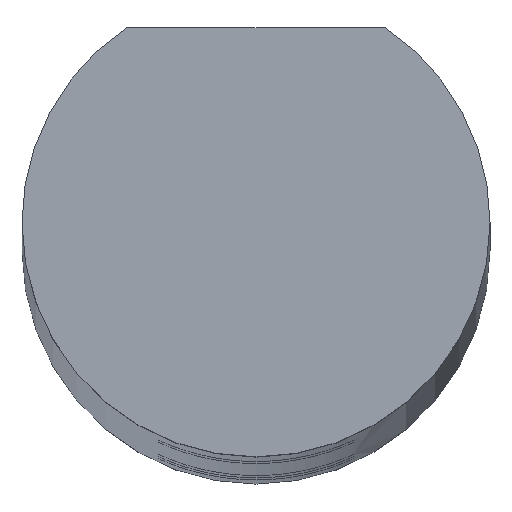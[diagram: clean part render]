
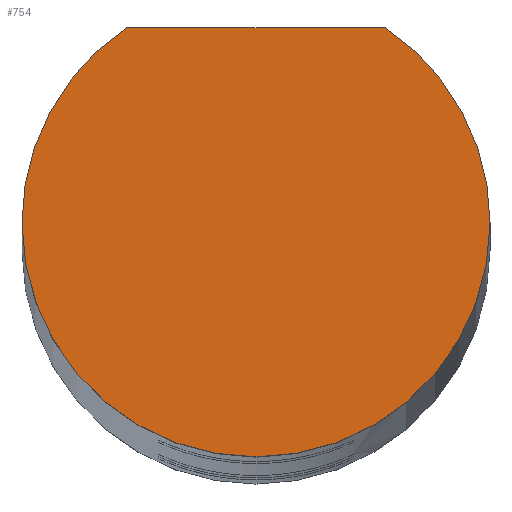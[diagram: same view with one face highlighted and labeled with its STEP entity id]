
A CAD part, top view. The second image highlights one B-rep face of the part: STEP entity #754.
In plain terms, the highlighted planar face has unit normal (0, 0, 1).
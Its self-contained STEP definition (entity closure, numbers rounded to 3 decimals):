
#73 = EDGE_CURVE ( 'NONE', #1080, #968, #348, .T. ) ;
#96 = EDGE_CURVE ( 'NONE', #1080, #169, #362, .T. ) ;
#169 = VERTEX_POINT ( 'NONE', #412 ) ;
#173 = DIRECTION ( 'NONE',  ( 1., 0., 0. ) ) ;
#252 = DIRECTION ( 'NONE',  ( 0., 0., 1. ) ) ;
#272 = AXIS2_PLACEMENT_3D ( 'NONE', #682, #580, #497 ) ;
#348 = LINE ( 'NONE', #1045, #1058 ) ;
#362 = CIRCLE ( 'NONE', #272, 3. ) ;
#410 = FACE_OUTER_BOUND ( 'NONE', #1047, .T. ) ;
#412 = CARTESIAN_POINT ( 'NONE',  ( -3., 0., 200. ) ) ;
#426 = EDGE_CURVE ( 'NONE', #470, #968, #1240, .T. ) ;
#459 = ORIENTED_EDGE ( 'NONE', *, *, #897, .T. ) ;
#470 = VERTEX_POINT ( 'NONE', #560 ) ;
#497 = DIRECTION ( 'NONE',  ( 1., 0., 0. ) ) ;
#560 = CARTESIAN_POINT ( 'NONE',  ( 3., 0., 200. ) ) ;
#563 = DIRECTION ( 'NONE',  ( 1., 0., 0. ) ) ;
#566 = AXIS2_PLACEMENT_3D ( 'NONE', #743, #252, #822 ) ;
#580 = DIRECTION ( 'NONE',  ( 0., 0., 1. ) ) ;
#624 = DIRECTION ( 'NONE',  ( 1., 0., 0. ) ) ;
#648 = CARTESIAN_POINT ( 'NONE',  ( -1.658, 2.5, 200. ) ) ;
#681 = AXIS2_PLACEMENT_3D ( 'NONE', #1110, #1200, #624 ) ;
#682 = CARTESIAN_POINT ( 'NONE',  ( 0., 0., 200. ) ) ;
#694 = ORIENTED_EDGE ( 'NONE', *, *, #96, .T. ) ;
#708 = AXIS2_PLACEMENT_3D ( 'NONE', #952, #766, #173 ) ;
#743 = CARTESIAN_POINT ( 'NONE',  ( 0., 0., 200. ) ) ;
#754 = ADVANCED_FACE ( 'NONE', ( #410 ), #1008, .T. ) ;
#766 = DIRECTION ( 'NONE',  ( 0., 0., 1. ) ) ;
#822 = DIRECTION ( 'NONE',  ( 1., 0., 0. ) ) ;
#836 = CARTESIAN_POINT ( 'NONE',  ( 1.658, 2.5, 200. ) ) ;
#897 = EDGE_CURVE ( 'NONE', #169, #470, #1192, .T. ) ;
#952 = CARTESIAN_POINT ( 'NONE',  ( 0., 0., 200. ) ) ;
#968 = VERTEX_POINT ( 'NONE', #836 ) ;
#1008 = PLANE ( 'NONE',  #681 ) ;
#1045 = CARTESIAN_POINT ( 'NONE',  ( -1.658, 2.5, 200. ) ) ;
#1047 = EDGE_LOOP ( 'NONE', ( #1265, #694, #459, #1268 ) ) ;
#1058 = VECTOR ( 'NONE', #563, 1000. ) ;
#1080 = VERTEX_POINT ( 'NONE', #648 ) ;
#1110 = CARTESIAN_POINT ( 'NONE',  ( 0., 0., 200. ) ) ;
#1192 = CIRCLE ( 'NONE', #566, 3. ) ;
#1200 = DIRECTION ( 'NONE',  ( 0., 0., 1. ) ) ;
#1240 = CIRCLE ( 'NONE', #708, 3. ) ;
#1265 = ORIENTED_EDGE ( 'NONE', *, *, #73, .F. ) ;
#1268 = ORIENTED_EDGE ( 'NONE', *, *, #426, .T. ) ;
